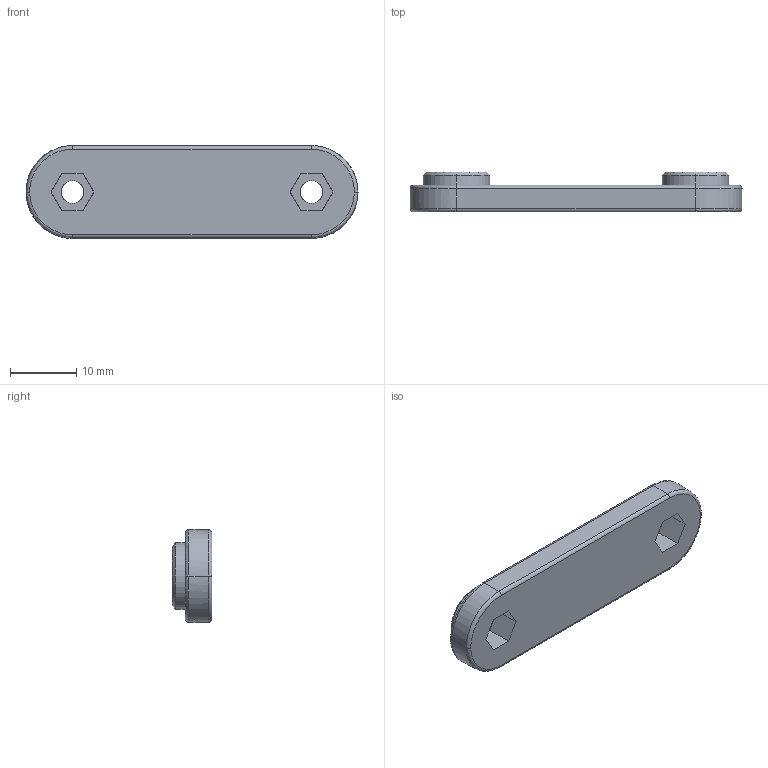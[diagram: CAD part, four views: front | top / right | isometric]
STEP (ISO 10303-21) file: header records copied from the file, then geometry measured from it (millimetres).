
FILE_DESCRIPTION (( 'STEP AP203' ), '1' );
FILE_NAME ('1156-B.STEP', '2017-02-27T14:33:22', ( '' ), ( '' ), 'SwSTEP 2.0', 'SolidWorks 2016', '' );
FILE_SCHEMA (( 'CONFIG_CONTROL_DESIGN' ));
Length unit declared in the file: millimetre
Products named in the file (1): 1156-B
Bounding box: 49.98 x 6 x 13.98 mm (x, y, z)
Volume: 2655.5 mm3; surface area: 1978 mm2
Topology: 1 solids, 1 shells, 52 faces, 118 edges, 72 vertices
Faces by surface type: plane 20, cone 16, bspline 8, cylinder 8
Entity records: 1727 total; most frequent: CARTESIAN_POINT 539, ORIENTED_EDGE 236, DIRECTION 222, EDGE_CURVE 118, AXIS2_PLACEMENT_3D 79, VERTEX_POINT 72, LINE 64, VECTOR 64
